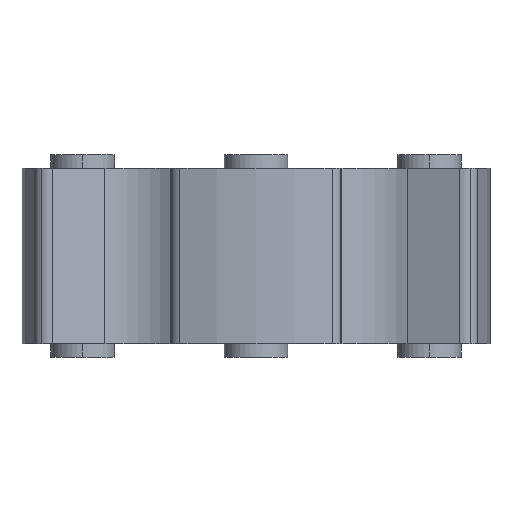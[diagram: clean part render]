
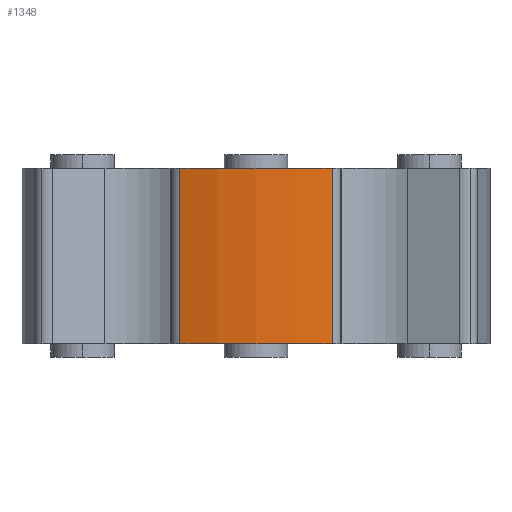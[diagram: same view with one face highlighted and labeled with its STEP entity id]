
A CAD part, left-side view. The second image highlights one B-rep face of the part: STEP entity #1348.
In plain terms, the highlighted cylindrical face has radius 13.716 mm (diameter 27.432 mm), a partial arc.
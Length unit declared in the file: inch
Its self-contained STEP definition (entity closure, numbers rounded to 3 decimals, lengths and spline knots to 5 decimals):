
#440=CARTESIAN_POINT('',(-0.51065,0.17561,0.0));
#441=VERTEX_POINT('',#440);
#449=CARTESIAN_POINT('',(-0.51065,0.17561,0.404));
#450=VERTEX_POINT('',#449);
#451=CARTESIAN_POINT('',(-0.51065,0.17561,0.0));
#452=DIRECTION('',(0.0,0.0,1.0));
#453=VECTOR('',#452,0.404);
#454=LINE('',#451,#453);
#455=EDGE_CURVE('',#441,#450,#454,.T.);
#1114=CARTESIAN_POINT('',(-0.51065,-0.17561,0.404));
#1115=VERTEX_POINT('',#1114);
#1116=CARTESIAN_POINT('',(0.,0.,0.404));
#1117=DIRECTION('',(0.0,0.0,-1.));
#1118=DIRECTION('',(-0.924,0.383,0.0));
#1119=AXIS2_PLACEMENT_3D('',#1116,#1117,#1118);
#1120=CIRCLE('',#1119,0.54);
#1121=EDGE_CURVE('',#1115,#450,#1120,.T.);
#1324=CARTESIAN_POINT('',(0.,0.,0.0));
#1325=DIRECTION('',(0.0,0.0,1.0));
#1326=DIRECTION('',(-0.924,0.383,0.0));
#1327=AXIS2_PLACEMENT_3D('',#1324,#1325,#1326);
#1328=CYLINDRICAL_SURFACE('',#1327,0.54);
#1329=ORIENTED_EDGE('',*,*,#455,.F.);
#1330=CARTESIAN_POINT('',(-0.51065,-0.17561,0.0));
#1331=VERTEX_POINT('',#1330);
#1332=CARTESIAN_POINT('',(0.,0.,0.0));
#1333=DIRECTION('',(0.0,0.0,1.));
#1334=DIRECTION('',(-0.924,0.383,0.0));
#1335=AXIS2_PLACEMENT_3D('',#1332,#1333,#1334);
#1336=CIRCLE('',#1335,0.54);
#1337=EDGE_CURVE('',#441,#1331,#1336,.T.);
#1338=ORIENTED_EDGE('',*,*,#1337,.T.);
#1339=CARTESIAN_POINT('',(-0.51065,-0.17561,0.404));
#1340=DIRECTION('',(0.0,0.0,-1.0));
#1341=VECTOR('',#1340,0.404);
#1342=LINE('',#1339,#1341);
#1343=EDGE_CURVE('',#1115,#1331,#1342,.T.);
#1344=ORIENTED_EDGE('',*,*,#1343,.F.);
#1345=ORIENTED_EDGE('',*,*,#1121,.T.);
#1346=EDGE_LOOP('',(#1329,#1338,#1344,#1345));
#1347=FACE_OUTER_BOUND('',#1346,.T.);
#1348=ADVANCED_FACE('',(#1347),#1328,.T.);
